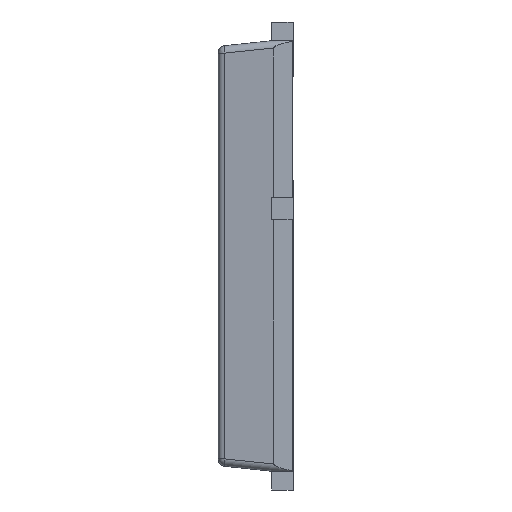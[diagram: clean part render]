
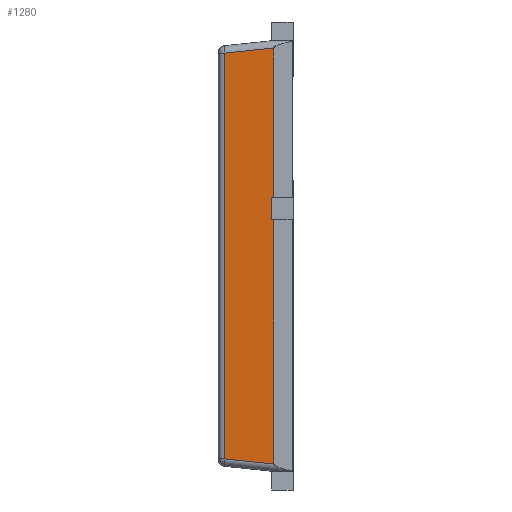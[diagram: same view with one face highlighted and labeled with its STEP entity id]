
A CAD part, left-side view. The second image highlights one B-rep face of the part: STEP entity #1280.
In plain terms, the highlighted planar face has unit normal (-0.995, 0.104, 0).
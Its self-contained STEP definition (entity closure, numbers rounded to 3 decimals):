
#101 = VECTOR ( 'NONE', #1255, 1000. ) ;
#431 = EDGE_LOOP ( 'NONE', ( #2972, #5946, #3638, #443, #8282, #10081, #1706, #6890 ) ) ;
#433 = CARTESIAN_POINT ( 'NONE',  ( -2.45, 0.25, -2.9 ) ) ;
#443 = ORIENTED_EDGE ( 'NONE', *, *, #2548, .T. ) ;
#468 = CARTESIAN_POINT ( 'NONE',  ( -2.388, 0.836, 2.739 ) ) ;
#496 = DIRECTION ( 'NONE',  ( 0., 0., 1. ) ) ;
#745 = CARTESIAN_POINT ( 'NONE',  ( -2.45, 0.25, 0.485 ) ) ;
#897 = CARTESIAN_POINT ( 'NONE',  ( -2.45, 0.25, -2.9 ) ) ;
#1018 = EDGE_CURVE ( 'NONE', #3168, #9069, #7744, .T. ) ;
#1176 = LINE ( 'NONE', #7813, #9325 ) ;
#1255 = DIRECTION ( 'NONE',  ( 0.104, 0.989, -0.104 ) ) ;
#1280 = ADVANCED_FACE ( 'NONE', ( #9914 ), #4083, .T. ) ;
#1588 = LINE ( 'NONE', #8840, #5437 ) ;
#1706 = ORIENTED_EDGE ( 'NONE', *, *, #7207, .T. ) ;
#1714 = DIRECTION ( 'NONE',  ( 0., 0., -1. ) ) ;
#1763 = LINE ( 'NONE', #4880, #3304 ) ;
#1773 = VECTOR ( 'NONE', #2843, 1000. ) ;
#1927 = VERTEX_POINT ( 'NONE', #2055 ) ;
#2055 = CARTESIAN_POINT ( 'NONE',  ( -2.447, 0.28, 0.785 ) ) ;
#2548 = EDGE_CURVE ( 'NONE', #9069, #8811, #1588, .T. ) ;
#2670 = CARTESIAN_POINT ( 'NONE',  ( -2.45, 0.25, 0.785 ) ) ;
#2843 = DIRECTION ( 'NONE',  ( -0.105, -0.995, 0. ) ) ;
#2972 = ORIENTED_EDGE ( 'NONE', *, *, #4162, .T. ) ;
#2973 = CARTESIAN_POINT ( 'NONE',  ( -2.447, 0.28, -2.9 ) ) ;
#3168 = VERTEX_POINT ( 'NONE', #8505 ) ;
#3304 = VECTOR ( 'NONE', #1714, 1000. ) ;
#3588 = EDGE_CURVE ( 'NONE', #10165, #3168, #7138, .T. ) ;
#3638 = ORIENTED_EDGE ( 'NONE', *, *, #1018, .T. ) ;
#3670 = DIRECTION ( 'NONE',  ( 0., 0., 1. ) ) ;
#3766 = LINE ( 'NONE', #2973, #4151 ) ;
#3890 = DIRECTION ( 'NONE',  ( 0.105, 0.995, 0. ) ) ;
#4083 = PLANE ( 'NONE',  #10010 ) ;
#4151 = VECTOR ( 'NONE', #10446, 1000. ) ;
#4162 = EDGE_CURVE ( 'NONE', #9370, #10165, #1763, .T. ) ;
#4662 = CARTESIAN_POINT ( 'NONE',  ( -2.45, 0.25, 2.801 ) ) ;
#4880 = CARTESIAN_POINT ( 'NONE',  ( -2.381, 0.91, -2.821 ) ) ;
#5337 = CARTESIAN_POINT ( 'NONE',  ( -2.45, 0.25, 0.785 ) ) ;
#5400 = VECTOR ( 'NONE', #3670, 1000. ) ;
#5437 = VECTOR ( 'NONE', #3890, 1000. ) ;
#5571 = CARTESIAN_POINT ( 'NONE',  ( -2.447, 0.28, 0.485 ) ) ;
#5899 = DIRECTION ( 'NONE',  ( -0.995, 0.105, 0. ) ) ;
#5946 = ORIENTED_EDGE ( 'NONE', *, *, #3588, .T. ) ;
#6095 = VERTEX_POINT ( 'NONE', #5337 ) ;
#6137 = VECTOR ( 'NONE', #10445, 1000. ) ;
#6593 = EDGE_CURVE ( 'NONE', #8539, #9370, #7782, .T. ) ;
#6605 = EDGE_CURVE ( 'NONE', #1927, #8811, #3766, .T. ) ;
#6836 = CARTESIAN_POINT ( 'NONE',  ( -2.381, 0.91, 2.731 ) ) ;
#6890 = ORIENTED_EDGE ( 'NONE', *, *, #6593, .T. ) ;
#7138 = LINE ( 'NONE', #8853, #6137 ) ;
#7207 = EDGE_CURVE ( 'NONE', #6095, #8539, #1176, .T. ) ;
#7744 = LINE ( 'NONE', #433, #5400 ) ;
#7782 = LINE ( 'NONE', #468, #101 ) ;
#7813 = CARTESIAN_POINT ( 'NONE',  ( -2.45, 0.25, -2.9 ) ) ;
#7866 = EDGE_CURVE ( 'NONE', #1927, #6095, #9998, .T. ) ;
#7875 = CARTESIAN_POINT ( 'NONE',  ( -2.381, 0.91, -2.731 ) ) ;
#8282 = ORIENTED_EDGE ( 'NONE', *, *, #6605, .F. ) ;
#8505 = CARTESIAN_POINT ( 'NONE',  ( -2.45, 0.25, -2.801 ) ) ;
#8539 = VERTEX_POINT ( 'NONE', #4662 ) ;
#8811 = VERTEX_POINT ( 'NONE', #5571 ) ;
#8840 = CARTESIAN_POINT ( 'NONE',  ( -2.45, 0.25, 0.485 ) ) ;
#8853 = CARTESIAN_POINT ( 'NONE',  ( -2.451, 0.24, -2.802 ) ) ;
#9069 = VERTEX_POINT ( 'NONE', #745 ) ;
#9130 = DIRECTION ( 'NONE',  ( -0.105, -0.995, 0. ) ) ;
#9325 = VECTOR ( 'NONE', #496, 1000. ) ;
#9370 = VERTEX_POINT ( 'NONE', #6836 ) ;
#9914 = FACE_OUTER_BOUND ( 'NONE', #431, .T. ) ;
#9998 = LINE ( 'NONE', #2670, #1773 ) ;
#10010 = AXIS2_PLACEMENT_3D ( 'NONE', #897, #5899, #9130 ) ;
#10081 = ORIENTED_EDGE ( 'NONE', *, *, #7866, .T. ) ;
#10165 = VERTEX_POINT ( 'NONE', #7875 ) ;
#10445 = DIRECTION ( 'NONE',  ( -0.104, -0.989, -0.104 ) ) ;
#10446 = DIRECTION ( 'NONE',  ( 0., 0., -1. ) ) ;
